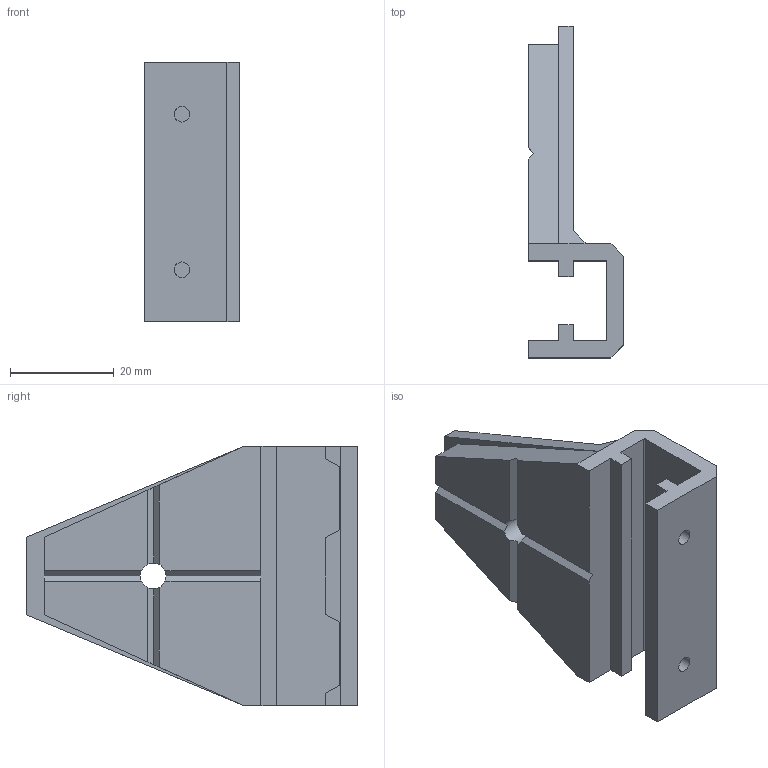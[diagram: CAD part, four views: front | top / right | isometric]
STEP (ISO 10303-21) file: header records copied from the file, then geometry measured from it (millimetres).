
FILE_DESCRIPTION(('FreeCAD Model'),'2;1');
FILE_NAME('z-inner-hinge-x2.step','2021-08-24T17:08:56',( 'Author'),(''),'Open CASCADE STEP processor 7.3','FreeCAD','Unknown' );
FILE_SCHEMA(('AUTOMOTIVE_DESIGN { 1 0 10303 214 1 1 1 1 }'));
Length unit declared in the file: millimetre
Products named in the file (1): inner-hinge
Bounding box: 18.5 x 64 x 50 mm (x, y, z)
Volume: 20011.5 mm3; surface area: 9531.1 mm2
Topology: 1 solids, 1 shells, 54 faces, 164 edges, 112 vertices
Faces by surface type: plane 49, cylinder 5
Full cylindrical faces by diameter (mm): 3 x2, 5 x1
Entity records: 4392 total; most frequent: CARTESIAN_POINT 825, DIRECTION 561, LINE 361, VECTOR 361, ORIENTED_EDGE 328, PCURVE 328, DEFINITIONAL_REPRESENTATION 328, EDGE_CURVE 164
